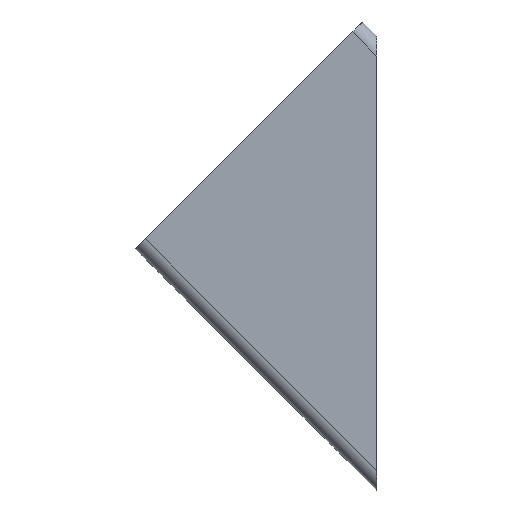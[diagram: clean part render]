
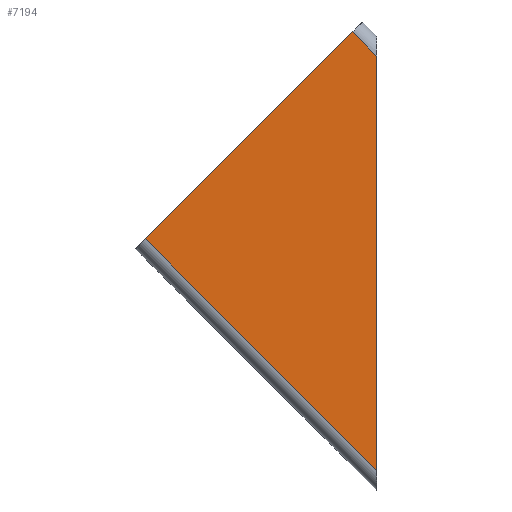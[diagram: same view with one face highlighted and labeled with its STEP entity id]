
A CAD part, left-side view. The second image highlights one B-rep face of the part: STEP entity #7194.
In plain terms, the highlighted planar face has unit normal (-1, 0, 0).
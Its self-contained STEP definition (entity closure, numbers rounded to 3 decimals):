
#150 = PLANE('',#151);
#151 = AXIS2_PLACEMENT_3D('',#152,#153,#154);
#152 = CARTESIAN_POINT('',(20.,0.,0.));
#153 = DIRECTION('',(0.,1.,0.));
#154 = DIRECTION('',(0.,-0.,1.));
#2366 = PLANE('',#2367);
#2367 = AXIS2_PLACEMENT_3D('',#2368,#2369,#2370);
#2368 = CARTESIAN_POINT('',(20.,60.104,-53.033));
#2369 = DIRECTION('',(0.,-0.707,-0.707));
#2370 = DIRECTION('',(0.,0.707,-0.707));
#3569 = VERTEX_POINT('',#3570);
#3570 = CARTESIAN_POINT('',(-20.,57.629,-50.558));
#3585 = CYLINDRICAL_SURFACE('',#3586,3.5);
#3586 = AXIS2_PLACEMENT_3D('',#3587,#3588,#3589);
#3587 = CARTESIAN_POINT('',(-16.5,-2.475,-110.662));
#3588 = DIRECTION('',(0.,0.707,0.707));
#3589 = DIRECTION('',(0.,-0.707,0.707));
#3597 = EDGE_CURVE('',#3569,#3598,#3600,.T.);
#3598 = VERTEX_POINT('',#3599);
#3599 = CARTESIAN_POINT('',(-20.,6.01,1.061));
#3600 = SURFACE_CURVE('',#3601,(#3605,#3612),.PCURVE_S1.);
#3601 = LINE('',#3602,#3603);
#3602 = CARTESIAN_POINT('',(-20.,60.104,-53.033));
#3603 = VECTOR('',#3604,1.);
#3604 = DIRECTION('',(0.,-0.707,0.707));
#3605 = PCURVE('',#2366,#3606);
#3606 = DEFINITIONAL_REPRESENTATION('',(#3607),#3611);
#3607 = LINE('',#3608,#3609);
#3608 = CARTESIAN_POINT('',(0.,-40.));
#3609 = VECTOR('',#3610,1.);
#3610 = DIRECTION('',(-1.,0.));
#3611 = ( GEOMETRIC_REPRESENTATION_CONTEXT(2) 
PARAMETRIC_REPRESENTATION_CONTEXT() REPRESENTATION_CONTEXT('2D SPACE',''
  ) );
#3612 = PCURVE('',#3613,#3618);
#3613 = PLANE('',#3614);
#3614 = AXIS2_PLACEMENT_3D('',#3615,#3616,#3617);
#3615 = CARTESIAN_POINT('',(-20.,0.,0.));
#3616 = DIRECTION('',(1.,0.,0.));
#3617 = DIRECTION('',(0.,0.,-1.));
#3618 = DEFINITIONAL_REPRESENTATION('',(#3619),#3623);
#3619 = LINE('',#3620,#3621);
#3620 = CARTESIAN_POINT('',(53.033,60.104));
#3621 = VECTOR('',#3622,1.);
#3622 = DIRECTION('',(-0.707,-0.707));
#3623 = ( GEOMETRIC_REPRESENTATION_CONTEXT(2) 
PARAMETRIC_REPRESENTATION_CONTEXT() REPRESENTATION_CONTEXT('2D SPACE',''
  ) );
#3642 = CYLINDRICAL_SURFACE('',#3643,3.5);
#3643 = AXIS2_PLACEMENT_3D('',#3644,#3645,#3646);
#3644 = CARTESIAN_POINT('',(-16.5,6.01,1.061));
#3645 = DIRECTION('',(0.,-0.707,-0.707));
#3646 = DIRECTION('',(0.,0.707,-0.707));
#6439 = EDGE_CURVE('',#6440,#6442,#6444,.T.);
#6440 = VERTEX_POINT('',#6441);
#6441 = CARTESIAN_POINT('',(-20.,0.,-4.95));
#6442 = VERTEX_POINT('',#6443);
#6443 = CARTESIAN_POINT('',(-20.,0.,-108.187));
#6444 = SURFACE_CURVE('',#6445,(#6449,#6456),.PCURVE_S1.);
#6445 = LINE('',#6446,#6447);
#6446 = CARTESIAN_POINT('',(-20.,0.,0.));
#6447 = VECTOR('',#6448,1.);
#6448 = DIRECTION('',(0.,0.,-1.));
#6449 = PCURVE('',#150,#6450);
#6450 = DEFINITIONAL_REPRESENTATION('',(#6451),#6455);
#6451 = LINE('',#6452,#6453);
#6452 = CARTESIAN_POINT('',(0.,-40.));
#6453 = VECTOR('',#6454,1.);
#6454 = DIRECTION('',(-1.,0.));
#6455 = ( GEOMETRIC_REPRESENTATION_CONTEXT(2) 
PARAMETRIC_REPRESENTATION_CONTEXT() REPRESENTATION_CONTEXT('2D SPACE',''
  ) );
#6456 = PCURVE('',#3613,#6457);
#6457 = DEFINITIONAL_REPRESENTATION('',(#6458),#6462);
#6458 = LINE('',#6459,#6460);
#6459 = CARTESIAN_POINT('',(0.,0.));
#6460 = VECTOR('',#6461,1.);
#6461 = DIRECTION('',(1.,0.));
#6462 = ( GEOMETRIC_REPRESENTATION_CONTEXT(2) 
PARAMETRIC_REPRESENTATION_CONTEXT() REPRESENTATION_CONTEXT('2D SPACE',''
  ) );
#7194 = ADVANCED_FACE('',(#7195),#3613,.F.);
#7195 = FACE_BOUND('',#7196,.T.);
#7196 = EDGE_LOOP('',(#7197,#7198,#7219,#7220));
#7197 = ORIENTED_EDGE('',*,*,#3597,.F.);
#7198 = ORIENTED_EDGE('',*,*,#7199,.F.);
#7199 = EDGE_CURVE('',#6442,#3569,#7200,.T.);
#7200 = SURFACE_CURVE('',#7201,(#7205,#7212),.PCURVE_S1.);
#7201 = LINE('',#7202,#7203);
#7202 = CARTESIAN_POINT('',(-20.,54.094,-54.094));
#7203 = VECTOR('',#7204,1.);
#7204 = DIRECTION('',(0.,0.707,0.707));
#7205 = PCURVE('',#3613,#7206);
#7206 = DEFINITIONAL_REPRESENTATION('',(#7207),#7211);
#7207 = LINE('',#7208,#7209);
#7208 = CARTESIAN_POINT('',(54.094,54.094));
#7209 = VECTOR('',#7210,1.);
#7210 = DIRECTION('',(-0.707,0.707));
#7211 = ( GEOMETRIC_REPRESENTATION_CONTEXT(2) 
PARAMETRIC_REPRESENTATION_CONTEXT() REPRESENTATION_CONTEXT('2D SPACE',''
  ) );
#7212 = PCURVE('',#3585,#7213);
#7213 = DEFINITIONAL_REPRESENTATION('',(#7214),#7218);
#7214 = LINE('',#7215,#7216);
#7215 = CARTESIAN_POINT('',(4.712,80.));
#7216 = VECTOR('',#7217,1.);
#7217 = DIRECTION('',(0.,1.));
#7218 = ( GEOMETRIC_REPRESENTATION_CONTEXT(2) 
PARAMETRIC_REPRESENTATION_CONTEXT() REPRESENTATION_CONTEXT('2D SPACE',''
  ) );
#7219 = ORIENTED_EDGE('',*,*,#6439,.F.);
#7220 = ORIENTED_EDGE('',*,*,#7221,.F.);
#7221 = EDGE_CURVE('',#3598,#6440,#7222,.T.);
#7222 = SURFACE_CURVE('',#7223,(#7227,#7234),.PCURVE_S1.);
#7223 = LINE('',#7224,#7225);
#7224 = CARTESIAN_POINT('',(-20.,2.475,-2.475));
#7225 = VECTOR('',#7226,1.);
#7226 = DIRECTION('',(0.,-0.707,-0.707));
#7227 = PCURVE('',#3613,#7228);
#7228 = DEFINITIONAL_REPRESENTATION('',(#7229),#7233);
#7229 = LINE('',#7230,#7231);
#7230 = CARTESIAN_POINT('',(2.475,2.475));
#7231 = VECTOR('',#7232,1.);
#7232 = DIRECTION('',(0.707,-0.707));
#7233 = ( GEOMETRIC_REPRESENTATION_CONTEXT(2) 
PARAMETRIC_REPRESENTATION_CONTEXT() REPRESENTATION_CONTEXT('2D SPACE',''
  ) );
#7234 = PCURVE('',#3642,#7235);
#7235 = DEFINITIONAL_REPRESENTATION('',(#7236),#7240);
#7236 = LINE('',#7237,#7238);
#7237 = CARTESIAN_POINT('',(4.712,5.));
#7238 = VECTOR('',#7239,1.);
#7239 = DIRECTION('',(0.,1.));
#7240 = ( GEOMETRIC_REPRESENTATION_CONTEXT(2) 
PARAMETRIC_REPRESENTATION_CONTEXT() REPRESENTATION_CONTEXT('2D SPACE',''
  ) );
